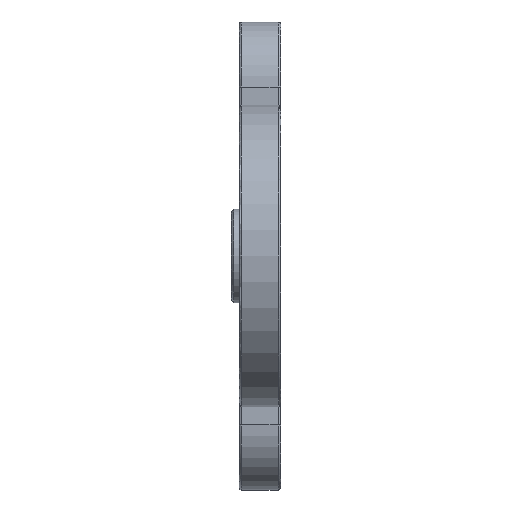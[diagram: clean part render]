
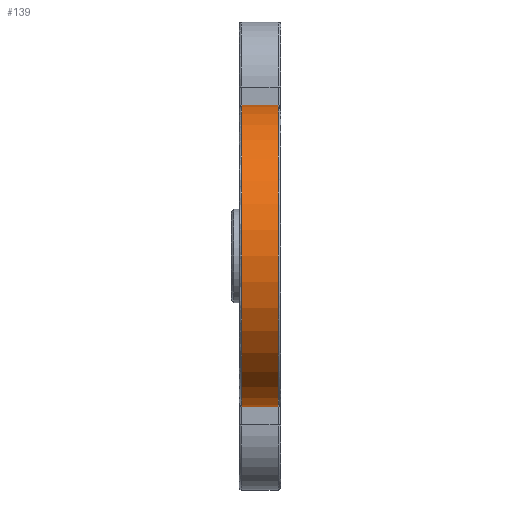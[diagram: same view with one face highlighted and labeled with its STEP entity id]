
A CAD part, left-side view. The second image highlights one B-rep face of the part: STEP entity #139.
In plain terms, the highlighted cylindrical face has radius 29 mm (diameter 58 mm), a partial arc.
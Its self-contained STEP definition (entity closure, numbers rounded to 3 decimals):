
#139 = ADVANCED_FACE ( 'NONE', ( #765 ), #681, .T. ) ;
#201 = EDGE_LOOP ( 'NONE', ( #2174, #3330, #476, #3258 ) ) ;
#297 = VERTEX_POINT ( 'NONE', #1170 ) ;
#304 = DIRECTION ( 'NONE',  ( 0., 1., 0. ) ) ;
#379 = DIRECTION ( 'NONE',  ( 0., 0., -1. ) ) ;
#421 = CARTESIAN_POINT ( 'NONE',  ( 0., 8., -29. ) ) ;
#476 = ORIENTED_EDGE ( 'NONE', *, *, #1626, .T. ) ;
#681 = CYLINDRICAL_SURFACE ( 'NONE', #3690, 29. ) ;
#707 = DIRECTION ( 'NONE',  ( 0., -1., 0. ) ) ;
#742 = VERTEX_POINT ( 'NONE', #2877 ) ;
#765 = FACE_OUTER_BOUND ( 'NONE', #201, .T. ) ;
#842 = EDGE_CURVE ( 'NONE', #297, #2271, #3368, .T. ) ;
#869 = CARTESIAN_POINT ( 'NONE',  ( 0., 7.5, 29. ) ) ;
#894 = DIRECTION ( 'NONE',  ( 0., 0., 1. ) ) ;
#969 = VECTOR ( 'NONE', #3110, 1000. ) ;
#1170 = CARTESIAN_POINT ( 'NONE',  ( 0., 7.5, -29. ) ) ;
#1179 = CARTESIAN_POINT ( 'NONE',  ( 0., 0.5, 29. ) ) ;
#1190 = CARTESIAN_POINT ( 'NONE',  ( 0., 0.5, 0. ) ) ;
#1348 = EDGE_CURVE ( 'NONE', #742, #1467, #2184, .T. ) ;
#1467 = VERTEX_POINT ( 'NONE', #1179 ) ;
#1555 = AXIS2_PLACEMENT_3D ( 'NONE', #1190, #304, #2645 ) ;
#1626 = EDGE_CURVE ( 'NONE', #297, #742, #3338, .T. ) ;
#1763 = CARTESIAN_POINT ( 'NONE',  ( 0., 7.5, 0. ) ) ;
#1770 = LINE ( 'NONE', #2825, #969 ) ;
#1892 = DIRECTION ( 'NONE',  ( 0., -1., 0. ) ) ;
#2174 = ORIENTED_EDGE ( 'NONE', *, *, #2819, .F. ) ;
#2184 = CIRCLE ( 'NONE', #1555, 29. ) ;
#2271 = VERTEX_POINT ( 'NONE', #869 ) ;
#2465 = CARTESIAN_POINT ( 'NONE',  ( 0., 8., 0. ) ) ;
#2530 = AXIS2_PLACEMENT_3D ( 'NONE', #1763, #3261, #894 ) ;
#2645 = DIRECTION ( 'NONE',  ( 0., 0., -1. ) ) ;
#2819 = EDGE_CURVE ( 'NONE', #2271, #1467, #1770, .T. ) ;
#2825 = CARTESIAN_POINT ( 'NONE',  ( 0., 8., 29. ) ) ;
#2877 = CARTESIAN_POINT ( 'NONE',  ( 0., 0.5, -29. ) ) ;
#3110 = DIRECTION ( 'NONE',  ( 0., -1., 0. ) ) ;
#3241 = VECTOR ( 'NONE', #707, 1000. ) ;
#3258 = ORIENTED_EDGE ( 'NONE', *, *, #1348, .T. ) ;
#3261 = DIRECTION ( 'NONE',  ( 0., 1., 0. ) ) ;
#3330 = ORIENTED_EDGE ( 'NONE', *, *, #842, .F. ) ;
#3338 = LINE ( 'NONE', #421, #3241 ) ;
#3368 = CIRCLE ( 'NONE', #2530, 29. ) ;
#3690 = AXIS2_PLACEMENT_3D ( 'NONE', #2465, #1892, #379 ) ;
